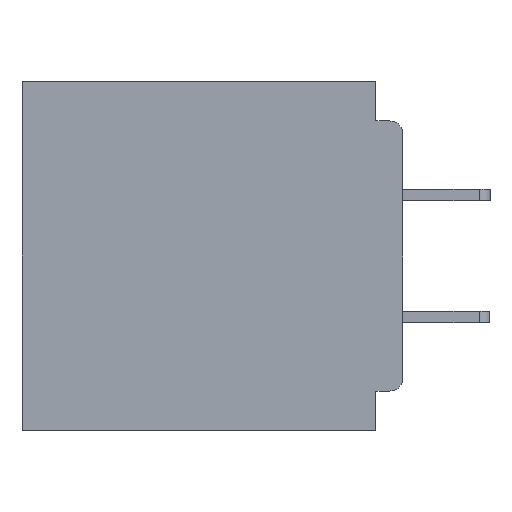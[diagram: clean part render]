
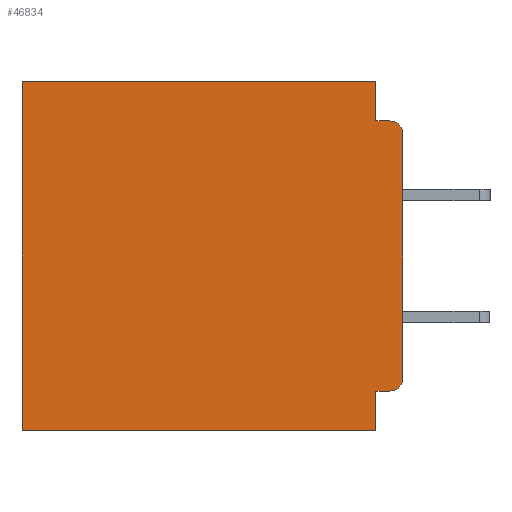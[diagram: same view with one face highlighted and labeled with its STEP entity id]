
A CAD part, left-side view. The second image highlights one B-rep face of the part: STEP entity #46834.
In plain terms, the highlighted planar face has unit normal (-1, 0, 0).
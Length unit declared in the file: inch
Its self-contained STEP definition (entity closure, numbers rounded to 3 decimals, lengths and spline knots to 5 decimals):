
#255 = LINE ( 'NONE', #42000, #46669 ) ;
#277 = ORIENTED_EDGE ( 'NONE', *, *, #30374, .T. ) ;
#512 = CARTESIAN_POINT ( 'NONE',  ( 0.3, 0.031, -0.4 ) ) ;
#598 = VERTEX_POINT ( 'NONE', #39344 ) ;
#1018 = CARTESIAN_POINT ( 'NONE',  ( 0.3, 0.015, -0.34 ) ) ;
#1322 = LINE ( 'NONE', #7289, #45104 ) ;
#1355 = EDGE_CURVE ( 'NONE', #16743, #13309, #51963, .T. ) ;
#1600 = PLANE ( 'NONE',  #22100 ) ;
#2520 = VERTEX_POINT ( 'NONE', #49943 ) ;
#5173 = EDGE_CURVE ( 'NONE', #598, #13309, #40979, .T. ) ;
#5328 = DIRECTION ( 'NONE',  ( 0., 0., -1. ) ) ;
#5545 = CARTESIAN_POINT ( 'NONE',  ( 0.3, 0.015, -0.06 ) ) ;
#5557 = DIRECTION ( 'NONE',  ( -1., 0., 0. ) ) ;
#5847 = DIRECTION ( 'NONE',  ( 0., 0., -1. ) ) ;
#6236 = LINE ( 'NONE', #51935, #17596 ) ;
#6896 = CARTESIAN_POINT ( 'NONE',  ( 0.3, 0.437, -0.4 ) ) ;
#7289 = CARTESIAN_POINT ( 'NONE',  ( 0.3, 0., -0.4 ) ) ;
#8434 = DIRECTION ( 'NONE',  ( 0., 0., -1. ) ) ;
#8528 = DIRECTION ( 'NONE',  ( 0., 0., -1. ) ) ;
#10170 = DIRECTION ( 'NONE',  ( 1., 0., 0. ) ) ;
#13309 = VERTEX_POINT ( 'NONE', #22146 ) ;
#14649 = CARTESIAN_POINT ( 'NONE',  ( 0.3, 0., -0.34 ) ) ;
#16225 = ORIENTED_EDGE ( 'NONE', *, *, #40098, .F. ) ;
#16692 = DIRECTION ( 'NONE',  ( 0., 1., 0. ) ) ;
#16743 = VERTEX_POINT ( 'NONE', #33947 ) ;
#17495 = ORIENTED_EDGE ( 'NONE', *, *, #52117, .F. ) ;
#17596 = VECTOR ( 'NONE', #18161, 39.37008 ) ;
#17813 = CARTESIAN_POINT ( 'NONE',  ( 0.3, 0.031, 0. ) ) ;
#18161 = DIRECTION ( 'NONE',  ( 0., 0., -1. ) ) ;
#18362 = VERTEX_POINT ( 'NONE', #6896 ) ;
#18503 = VECTOR ( 'NONE', #28880, 39.37008 ) ;
#18667 = VERTEX_POINT ( 'NONE', #38782 ) ;
#18723 = VECTOR ( 'NONE', #8434, 39.37008 ) ;
#18919 = CIRCLE ( 'NONE', #53263, 0.015 ) ;
#20826 = EDGE_CURVE ( 'NONE', #25524, #2520, #255, .T. ) ;
#21184 = ORIENTED_EDGE ( 'NONE', *, *, #29398, .F. ) ;
#21769 = EDGE_LOOP ( 'NONE', ( #35441, #37196, #49645, #21184, #30245, #277, #35208, #17495, #16225, #33349 ) ) ;
#22100 = AXIS2_PLACEMENT_3D ( 'NONE', #35546, #10170, #39808 ) ;
#22146 = CARTESIAN_POINT ( 'NONE',  ( 0.3, 0.015, -0.045 ) ) ;
#22265 = AXIS2_PLACEMENT_3D ( 'NONE', #5545, #5557, #5847 ) ;
#22945 = EDGE_CURVE ( 'NONE', #23767, #18362, #1322, .T. ) ;
#23087 = LINE ( 'NONE', #29709, #42949 ) ;
#23103 = VECTOR ( 'NONE', #31977, 39.37008 ) ;
#23767 = VERTEX_POINT ( 'NONE', #512 ) ;
#25340 = CARTESIAN_POINT ( 'NONE',  ( 0.3, 0.437, -0.4 ) ) ;
#25524 = VERTEX_POINT ( 'NONE', #17813 ) ;
#26422 = EDGE_CURVE ( 'NONE', #16743, #46899, #33059, .T. ) ;
#27735 = CARTESIAN_POINT ( 'NONE',  ( 0.3, 0.031, -0.355 ) ) ;
#28340 = LINE ( 'NONE', #37756, #49425 ) ;
#28880 = DIRECTION ( 'NONE',  ( 0., -1., 0. ) ) ;
#29379 = EDGE_CURVE ( 'NONE', #18667, #46899, #18919, .T. ) ;
#29398 = EDGE_CURVE ( 'NONE', #25524, #598, #6236, .T. ) ;
#29709 = CARTESIAN_POINT ( 'NONE',  ( 0.3, 0.031, -0.4 ) ) ;
#30245 = ORIENTED_EDGE ( 'NONE', *, *, #20826, .T. ) ;
#30374 = EDGE_CURVE ( 'NONE', #2520, #18362, #42530, .T. ) ;
#30784 = DIRECTION ( 'NONE',  ( -1., 0., 0. ) ) ;
#31977 = DIRECTION ( 'NONE',  ( 0., 0., -1. ) ) ;
#33059 = LINE ( 'NONE', #40268, #23103 ) ;
#33349 = ORIENTED_EDGE ( 'NONE', *, *, #29379, .T. ) ;
#33947 = CARTESIAN_POINT ( 'NONE',  ( 0.3, 0., -0.06 ) ) ;
#35208 = ORIENTED_EDGE ( 'NONE', *, *, #22945, .F. ) ;
#35441 = ORIENTED_EDGE ( 'NONE', *, *, #26422, .F. ) ;
#35546 = CARTESIAN_POINT ( 'NONE',  ( 0.3, 0., -0.4 ) ) ;
#37196 = ORIENTED_EDGE ( 'NONE', *, *, #1355, .T. ) ;
#37756 = CARTESIAN_POINT ( 'NONE',  ( 0.3, 0., -0.355 ) ) ;
#38782 = CARTESIAN_POINT ( 'NONE',  ( 0.3, 0.015, -0.355 ) ) ;
#39344 = CARTESIAN_POINT ( 'NONE',  ( 0.3, 0.031, -0.045 ) ) ;
#39808 = DIRECTION ( 'NONE',  ( 0., 0., -1. ) ) ;
#40098 = EDGE_CURVE ( 'NONE', #18667, #45819, #28340, .T. ) ;
#40268 = CARTESIAN_POINT ( 'NONE',  ( 0.3, 0., -0.4 ) ) ;
#40979 = LINE ( 'NONE', #50048, #18503 ) ;
#41981 = DIRECTION ( 'NONE',  ( 0., 1., 0. ) ) ;
#42000 = CARTESIAN_POINT ( 'NONE',  ( 0.3, 0., 0. ) ) ;
#42530 = LINE ( 'NONE', #25340, #18723 ) ;
#42949 = VECTOR ( 'NONE', #8528, 39.37008 ) ;
#45104 = VECTOR ( 'NONE', #45437, 39.37008 ) ;
#45437 = DIRECTION ( 'NONE',  ( 0., 1., 0. ) ) ;
#45819 = VERTEX_POINT ( 'NONE', #27735 ) ;
#46669 = VECTOR ( 'NONE', #16692, 39.37008 ) ;
#46834 = ADVANCED_FACE ( 'NONE', ( #49181 ), #1600, .F. ) ;
#46899 = VERTEX_POINT ( 'NONE', #14649 ) ;
#49181 = FACE_OUTER_BOUND ( 'NONE', #21769, .T. ) ;
#49425 = VECTOR ( 'NONE', #41981, 39.37008 ) ;
#49645 = ORIENTED_EDGE ( 'NONE', *, *, #5173, .F. ) ;
#49943 = CARTESIAN_POINT ( 'NONE',  ( 0.3, 0.437, 0. ) ) ;
#50048 = CARTESIAN_POINT ( 'NONE',  ( 0.3, 0., -0.045 ) ) ;
#51935 = CARTESIAN_POINT ( 'NONE',  ( 0.3, 0.031, 0. ) ) ;
#51963 = CIRCLE ( 'NONE', #22265, 0.015 ) ;
#52117 = EDGE_CURVE ( 'NONE', #45819, #23767, #23087, .T. ) ;
#53263 = AXIS2_PLACEMENT_3D ( 'NONE', #1018, #30784, #5328 ) ;
